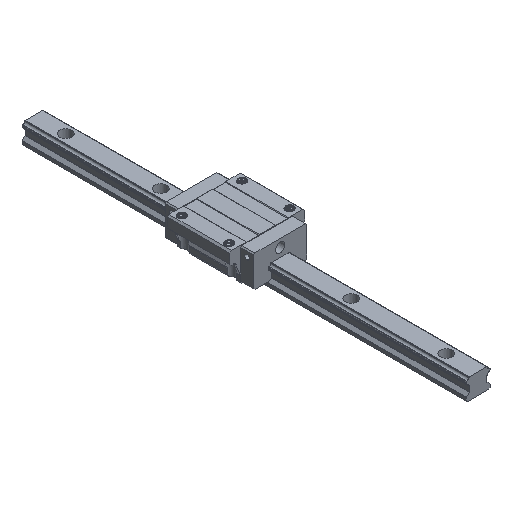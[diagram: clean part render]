
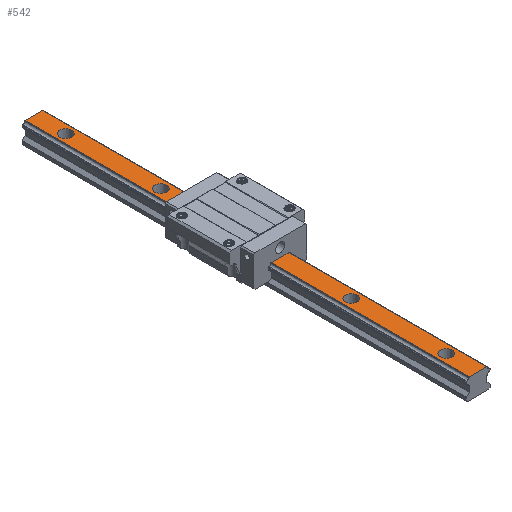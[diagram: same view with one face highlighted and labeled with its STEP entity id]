
A CAD part, isometric view. The second image highlights one B-rep face of the part: STEP entity #542.
In plain terms, the highlighted planar face has unit normal (0, 0, 1).
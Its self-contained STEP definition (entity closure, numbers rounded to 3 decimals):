
#165=FACE_BOUND('',#1025,.T.);
#166=FACE_BOUND('',#1026,.T.);
#167=FACE_BOUND('',#1027,.T.);
#168=FACE_BOUND('',#1028,.T.);
#169=FACE_BOUND('',#1029,.T.);
#170=FACE_BOUND('',#1030,.T.);
#542=ADVANCED_FACE('',(#165,#166,#167,#168,#169,#170),#675,.T.);
#675=PLANE('',#4075);
#1025=EDGE_LOOP('',(#2080));
#1026=EDGE_LOOP('',(#2081));
#1027=EDGE_LOOP('',(#2082));
#1028=EDGE_LOOP('',(#2083));
#1029=EDGE_LOOP('',(#2084));
#1030=EDGE_LOOP('',(#2085,#2086,#2087,#2088));
#1168=CIRCLE('',#4070,3.75);
#1169=CIRCLE('',#4071,3.75);
#1170=CIRCLE('',#4072,3.75);
#1171=CIRCLE('',#4073,3.75);
#1172=CIRCLE('',#4074,3.75);
#2080=ORIENTED_EDGE('',*,*,#3152,.T.);
#2081=ORIENTED_EDGE('',*,*,#3153,.T.);
#2082=ORIENTED_EDGE('',*,*,#3154,.T.);
#2083=ORIENTED_EDGE('',*,*,#3155,.T.);
#2084=ORIENTED_EDGE('',*,*,#3156,.T.);
#2085=ORIENTED_EDGE('',*,*,#3150,.F.);
#2086=ORIENTED_EDGE('',*,*,#3157,.T.);
#2087=ORIENTED_EDGE('',*,*,#3114,.T.);
#2088=ORIENTED_EDGE('',*,*,#3158,.F.);
#2604=VERTEX_POINT('',#16396);
#2605=VERTEX_POINT('',#16397);
#2634=VERTEX_POINT('',#16488);
#2635=VERTEX_POINT('',#16490);
#2636=VERTEX_POINT('',#16494);
#2637=VERTEX_POINT('',#16496);
#2638=VERTEX_POINT('',#16498);
#2639=VERTEX_POINT('',#16500);
#2640=VERTEX_POINT('',#16502);
#3114=EDGE_CURVE('',#2604,#2605,#3475,.T.);
#3150=EDGE_CURVE('',#2634,#2635,#3505,.T.);
#3152=EDGE_CURVE('',#2636,#2636,#1168,.T.);
#3153=EDGE_CURVE('',#2637,#2637,#1169,.T.);
#3154=EDGE_CURVE('',#2638,#2638,#1170,.T.);
#3155=EDGE_CURVE('',#2639,#2639,#1171,.T.);
#3156=EDGE_CURVE('',#2640,#2640,#1172,.T.);
#3157=EDGE_CURVE('',#2634,#2604,#3507,.T.);
#3158=EDGE_CURVE('',#2635,#2605,#3508,.T.);
#3475=LINE('',#16395,#3771);
#3505=LINE('',#16489,#3801);
#3507=LINE('',#16503,#3803);
#3508=LINE('',#16504,#3804);
#3771=VECTOR('',#4839,1.);
#3801=VECTOR('',#4887,1.);
#3803=VECTOR('',#4901,1.);
#3804=VECTOR('',#4902,1.);
#4070=AXIS2_PLACEMENT_3D('',#16493,#4891,#4892);
#4071=AXIS2_PLACEMENT_3D('',#16495,#4893,#4894);
#4072=AXIS2_PLACEMENT_3D('',#16497,#4895,#4896);
#4073=AXIS2_PLACEMENT_3D('',#16499,#4897,#4898);
#4074=AXIS2_PLACEMENT_3D('',#16501,#4899,#4900);
#4075=AXIS2_PLACEMENT_3D('',#16505,#4903,#4904);
#4839=DIRECTION('',(0.,-1.,0.));
#4887=DIRECTION('',(0.,-1.,0.));
#4891=DIRECTION('',(0.,0.,-1.));
#4892=DIRECTION('',(-1.,0.,0.));
#4893=DIRECTION('',(0.,0.,-1.));
#4894=DIRECTION('',(-1.,0.,0.));
#4895=DIRECTION('',(0.,0.,-1.));
#4896=DIRECTION('',(-1.,0.,0.));
#4897=DIRECTION('',(0.,0.,-1.));
#4898=DIRECTION('',(-1.,0.,0.));
#4899=DIRECTION('',(0.,0.,-1.));
#4900=DIRECTION('',(-1.,0.,0.));
#4901=DIRECTION('',(-1.,0.,0.));
#4902=DIRECTION('',(-1.,0.,0.));
#4903=DIRECTION('',(0.,0.,1.));
#4904=DIRECTION('',(1.,0.,0.));
#16395=CARTESIAN_POINT('',(-5.6,80.2,-11.));
#16396=CARTESIAN_POINT('',(-5.6,175.5,-11.));
#16397=CARTESIAN_POINT('',(-5.6,-104.5,-11.));
#16488=CARTESIAN_POINT('',(5.6,175.5,-11.));
#16489=CARTESIAN_POINT('',(5.6,80.2,-11.));
#16490=CARTESIAN_POINT('',(5.6,-104.5,-11.));
#16493=CARTESIAN_POINT('',(0.,155.5,-11.));
#16494=CARTESIAN_POINT('',(-3.75,155.5,-11.));
#16495=CARTESIAN_POINT('',(0.,95.5,-11.));
#16496=CARTESIAN_POINT('',(-3.75,95.5,-11.));
#16497=CARTESIAN_POINT('',(0.,35.5,-11.));
#16498=CARTESIAN_POINT('',(-3.75,35.5,-11.));
#16499=CARTESIAN_POINT('',(0.,-24.5,-11.));
#16500=CARTESIAN_POINT('',(-3.75,-24.5,-11.));
#16501=CARTESIAN_POINT('',(0.,-84.5,-11.));
#16502=CARTESIAN_POINT('',(-3.75,-84.5,-11.));
#16503=CARTESIAN_POINT('',(0.,175.5,-11.));
#16504=CARTESIAN_POINT('',(5.6,-104.5,-11.));
#16505=CARTESIAN_POINT('',(5.6,80.2,-11.));
